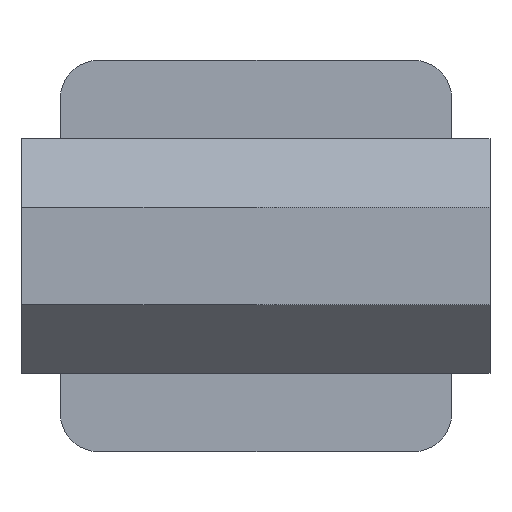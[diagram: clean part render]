
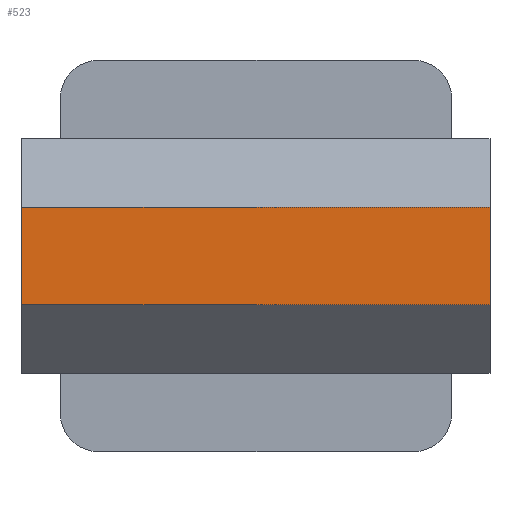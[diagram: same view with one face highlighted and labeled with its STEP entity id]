
A CAD part, front view. The second image highlights one B-rep face of the part: STEP entity #523.
In plain terms, the highlighted planar face has unit normal (0, -1, 0).
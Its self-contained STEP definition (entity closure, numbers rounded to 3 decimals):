
#92 = VERTEX_POINT ( 'NONE', #1451 ) ;
#161 = DIRECTION ( 'NONE',  ( -1., 0., 0. ) ) ;
#180 = VERTEX_POINT ( 'NONE', #1647 ) ;
#317 = DIRECTION ( 'NONE',  ( 0., 0., 1. ) ) ;
#373 = VECTOR ( 'NONE', #1323, 1000. ) ;
#380 = CARTESIAN_POINT ( 'NONE',  ( 55., -90.3, -11.5 ) ) ;
#398 = ORIENTED_EDGE ( 'NONE', *, *, #663, .T. ) ;
#523 = ADVANCED_FACE ( 'NONE', ( #1939 ), #1458, .F. ) ;
#549 = ORIENTED_EDGE ( 'NONE', *, *, #570, .F. ) ;
#570 = EDGE_CURVE ( 'NONE', #1370, #92, #1331, .T. ) ;
#583 = EDGE_LOOP ( 'NONE', ( #398, #1964, #1122, #549 ) ) ;
#589 = CARTESIAN_POINT ( 'NONE',  ( 55., -90.3, -11.5 ) ) ;
#663 = EDGE_CURVE ( 'NONE', #1370, #180, #1791, .T. ) ;
#756 = DIRECTION ( 'NONE',  ( 0., 0., -1. ) ) ;
#869 = CARTESIAN_POINT ( 'NONE',  ( -55., -90.3, -11.5 ) ) ;
#911 = VERTEX_POINT ( 'NONE', #1913 ) ;
#1076 = CARTESIAN_POINT ( 'NONE',  ( 55., -90.3, 11.5 ) ) ;
#1122 = ORIENTED_EDGE ( 'NONE', *, *, #1961, .F. ) ;
#1323 = DIRECTION ( 'NONE',  ( -1., 0., 0. ) ) ;
#1331 = LINE ( 'NONE', #380, #1868 ) ;
#1370 = VERTEX_POINT ( 'NONE', #2317 ) ;
#1451 = CARTESIAN_POINT ( 'NONE',  ( 55., -90.3, -11.5 ) ) ;
#1458 = PLANE ( 'NONE',  #1573 ) ;
#1468 = VECTOR ( 'NONE', #1597, 1000. ) ;
#1573 = AXIS2_PLACEMENT_3D ( 'NONE', #2162, #1927, #317 ) ;
#1597 = DIRECTION ( 'NONE',  ( 0., 0., -1. ) ) ;
#1647 = CARTESIAN_POINT ( 'NONE',  ( -55., -90.3, 11.5 ) ) ;
#1748 = EDGE_CURVE ( 'NONE', #180, #911, #1986, .T. ) ;
#1791 = LINE ( 'NONE', #1076, #1796 ) ;
#1796 = VECTOR ( 'NONE', #161, 1000. ) ;
#1868 = VECTOR ( 'NONE', #756, 1000. ) ;
#1913 = CARTESIAN_POINT ( 'NONE',  ( -55., -90.3, -11.5 ) ) ;
#1927 = DIRECTION ( 'NONE',  ( 0., 1., 0. ) ) ;
#1939 = FACE_OUTER_BOUND ( 'NONE', #583, .T. ) ;
#1961 = EDGE_CURVE ( 'NONE', #92, #911, #2019, .T. ) ;
#1964 = ORIENTED_EDGE ( 'NONE', *, *, #1748, .T. ) ;
#1986 = LINE ( 'NONE', #869, #1468 ) ;
#2019 = LINE ( 'NONE', #589, #373 ) ;
#2162 = CARTESIAN_POINT ( 'NONE',  ( 55., -90.3, -11.5 ) ) ;
#2317 = CARTESIAN_POINT ( 'NONE',  ( 55., -90.3, 11.5 ) ) ;
